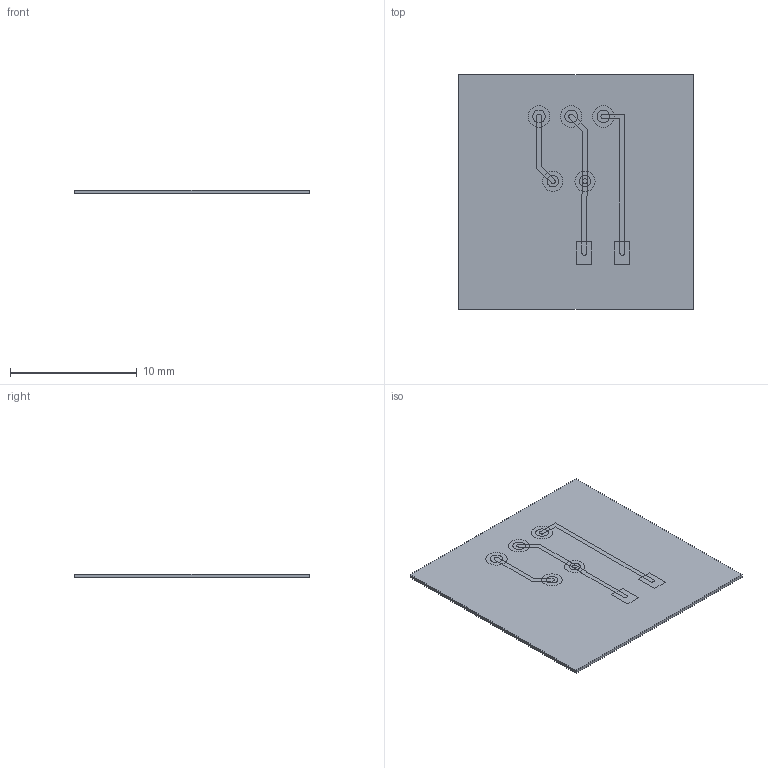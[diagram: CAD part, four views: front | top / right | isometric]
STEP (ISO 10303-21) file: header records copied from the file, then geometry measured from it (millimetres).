
FILE_DESCRIPTION(/* description */ ('PCB Design'),/* implementation_level */ '2;1');
FILE_NAME(/* name */ 'sensor',/* time_stamp */ '2019-07-19T13:40:16-04:00',/* author */ ('tbriggs'),/* organization */ (''),/* preprocessor_version */ 'ST-DEVELOPER v16',/* originating_system */ 'allegro_17.2S055',/* authorisation */ '');
FILE_SCHEMA (('AUTOMOTIVE_DESIGN { 1 0 10303 214 3 1 1 }'));
Length unit declared in the file: millimetre
Products named in the file (16): SENSOR; BOARD_OUTLINE; EXTERNAL COPPER; TOP; PADS_TOP; CIRCLE_66931; RECT_4724X70871; CIRCLE_62991; TRACES_TOP; SHAPES_TOP; BOTTOM; PADS_BOTTOM; CIRCLE_66932; CIRCLE_62992; TRACES_BOTTOM; SHAPES_BOTTOM
Assembly tree (22 placements, depth 5):
  SENSOR
    BOARD_OUTLINE
    EXTERNAL COPPER
      TOP
        PADS_TOP
          CIRCLE_66931  x3
          RECT_4724X70871  x2
          CIRCLE_62991  x2
        TRACES_TOP
        SHAPES_TOP
      BOTTOM
        PADS_BOTTOM
          CIRCLE_66932  x3
          CIRCLE_62992  x2
        TRACES_BOTTOM
        SHAPES_BOTTOM
Bounding box: 18.54 x 18.54 x 0.3 mm (x, y, z)
Surface area: 741.5 mm2 (no closed solid volume)
Topology: 0 solids, 17 shells, 32 faces, 96 edges, 76 vertices
Faces by surface type: plane 22, cylinder 10
Entity records: 1214 total; most frequent: CARTESIAN_POINT 146, ORIENTED_EDGE 122, AXIS2_PLACEMENT_3D 105, VERTEX_POINT 87, EDGE_CURVE 86, DIRECTION 81, VECTOR 50, LINE 50
